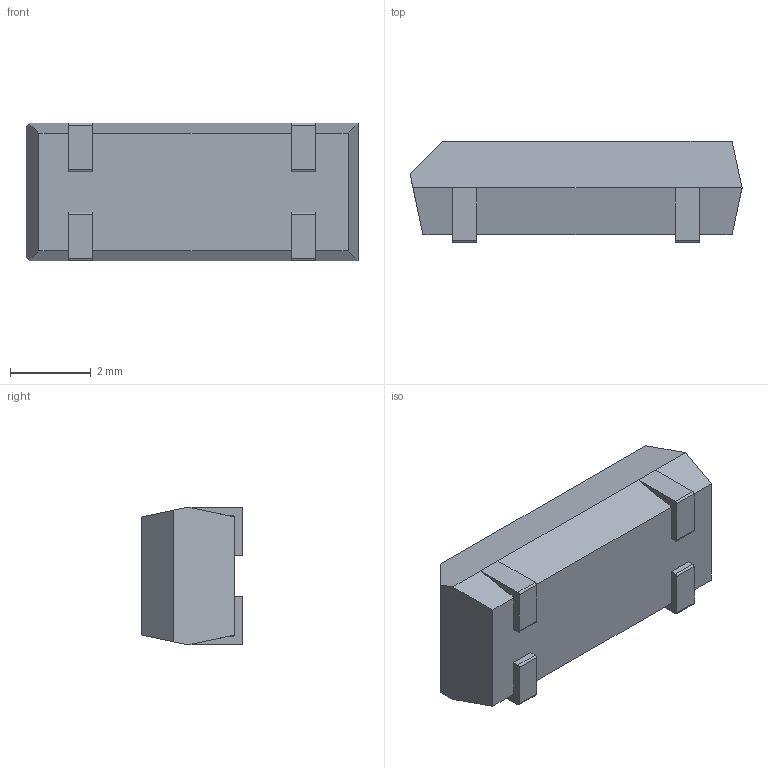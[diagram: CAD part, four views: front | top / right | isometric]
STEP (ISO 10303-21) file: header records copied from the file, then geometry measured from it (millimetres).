
FILE_DESCRIPTION (( 'STEP AP214' ), '1' );
FILE_NAME ('KX-327-S.STEP', '2019-05-14T05:40:03', ( '' ), ( '' ), 'SwSTEP 2.0', 'SolidWorks 2018', '' );
FILE_SCHEMA (( 'AUTOMOTIVE_DESIGN' ));
Length unit declared in the file: millimetre
Products named in the file (1): KX-327-S
Bounding box: 8.2 x 2.5 x 3.4 mm (x, y, z)
Volume: 57.8 mm3; surface area: 101.4 mm2
Topology: 1 solids, 1 shells, 134 faces, 383 edges, 249 vertices
Faces by surface type: plane 86, bspline 35, cylinder 11, sphere 2
Entity records: 6517 total; most frequent: CARTESIAN_POINT 2692, ORIENTED_EDGE 758, DIRECTION 535, EDGE_CURVE 379, LINE 283, VECTOR 283, VERTEX_POINT 247, EDGE_LOOP 142
